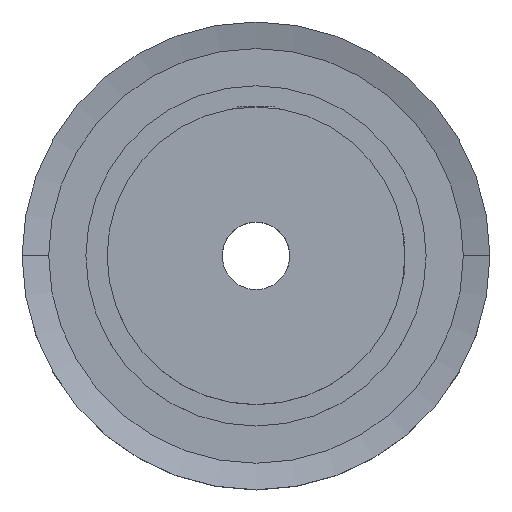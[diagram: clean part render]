
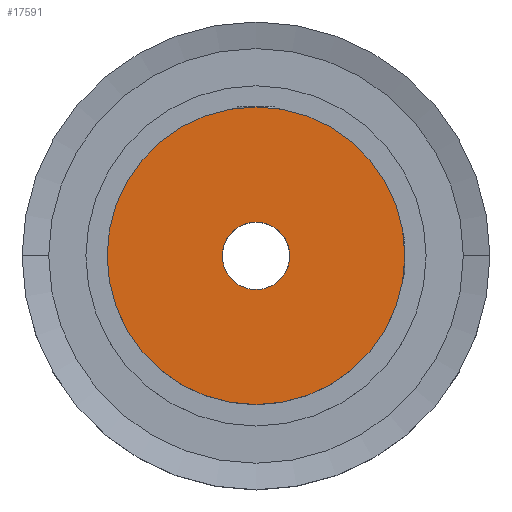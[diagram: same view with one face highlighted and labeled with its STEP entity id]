
A CAD part, top view. The second image highlights one B-rep face of the part: STEP entity #17591.
In plain terms, the highlighted planar face has unit normal (0, 0, 1).
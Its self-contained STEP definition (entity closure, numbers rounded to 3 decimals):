
#64 = EDGE_CURVE ( 'NONE', #15555, #19456, #4527, .T. ) ;
#402 = DIRECTION ( 'NONE',  ( 1., 0., 0. ) ) ;
#1224 = ORIENTED_EDGE ( 'NONE', *, *, #64, .F. ) ;
#1270 = EDGE_LOOP ( 'NONE', ( #7933, #5574 ) ) ;
#1317 = EDGE_LOOP ( 'NONE', ( #1224, #5567 ) ) ;
#1329 = AXIS2_PLACEMENT_3D ( 'NONE', #14908, #7223, #402 ) ;
#1648 = AXIS2_PLACEMENT_3D ( 'NONE', #11731, #10465, #16646 ) ;
#4525 = CARTESIAN_POINT ( 'NONE',  ( 0., 0., 18. ) ) ;
#4527 = CIRCLE ( 'NONE', #12596, 3.175 ) ;
#4968 = DIRECTION ( 'NONE',  ( 1., 0., 0. ) ) ;
#5063 = VERTEX_POINT ( 'NONE', #14309 ) ;
#5280 = AXIS2_PLACEMENT_3D ( 'NONE', #20053, #11873, #12092 ) ;
#5532 = CARTESIAN_POINT ( 'NONE',  ( -3.175, 0., 18. ) ) ;
#5567 = ORIENTED_EDGE ( 'NONE', *, *, #18334, .F. ) ;
#5574 = ORIENTED_EDGE ( 'NONE', *, *, #10160, .T. ) ;
#6126 = FACE_OUTER_BOUND ( 'NONE', #1270, .T. ) ;
#7223 = DIRECTION ( 'NONE',  ( 0., 0., 1. ) ) ;
#7933 = ORIENTED_EDGE ( 'NONE', *, *, #16654, .T. ) ;
#7995 = CARTESIAN_POINT ( 'NONE',  ( -14., 0., 18. ) ) ;
#8014 = CARTESIAN_POINT ( 'NONE',  ( 0., 0., 18. ) ) ;
#9368 = CIRCLE ( 'NONE', #1648, 14. ) ;
#10160 = EDGE_CURVE ( 'NONE', #5063, #12133, #9368, .T. ) ;
#10465 = DIRECTION ( 'NONE',  ( 0., 0., 1. ) ) ;
#10846 = DIRECTION ( 'NONE',  ( 0., 0., 1. ) ) ;
#11731 = CARTESIAN_POINT ( 'NONE',  ( 0., 0., 18. ) ) ;
#11873 = DIRECTION ( 'NONE',  ( 0., 0., 1. ) ) ;
#12092 = DIRECTION ( 'NONE',  ( 1., 0., 0. ) ) ;
#12133 = VERTEX_POINT ( 'NONE', #7995 ) ;
#12322 = FACE_BOUND ( 'NONE', #1317, .T. ) ;
#12411 = CIRCLE ( 'NONE', #1329, 3.175 ) ;
#12596 = AXIS2_PLACEMENT_3D ( 'NONE', #8014, #17558, #4968 ) ;
#12625 = DIRECTION ( 'NONE',  ( 1., 0., 0. ) ) ;
#13903 = PLANE ( 'NONE',  #17396 ) ;
#14309 = CARTESIAN_POINT ( 'NONE',  ( 14., 0., 18. ) ) ;
#14908 = CARTESIAN_POINT ( 'NONE',  ( 0., 0., 18. ) ) ;
#15555 = VERTEX_POINT ( 'NONE', #17381 ) ;
#16014 = CIRCLE ( 'NONE', #5280, 14. ) ;
#16646 = DIRECTION ( 'NONE',  ( 1., 0., 0. ) ) ;
#16654 = EDGE_CURVE ( 'NONE', #12133, #5063, #16014, .T. ) ;
#17381 = CARTESIAN_POINT ( 'NONE',  ( 3.175, 0., 18. ) ) ;
#17396 = AXIS2_PLACEMENT_3D ( 'NONE', #4525, #10846, #12625 ) ;
#17558 = DIRECTION ( 'NONE',  ( 0., 0., 1. ) ) ;
#17591 = ADVANCED_FACE ( 'NONE', ( #12322, #6126 ), #13903, .T. ) ;
#18334 = EDGE_CURVE ( 'NONE', #19456, #15555, #12411, .T. ) ;
#19456 = VERTEX_POINT ( 'NONE', #5532 ) ;
#20053 = CARTESIAN_POINT ( 'NONE',  ( 0., 0., 18. ) ) ;
